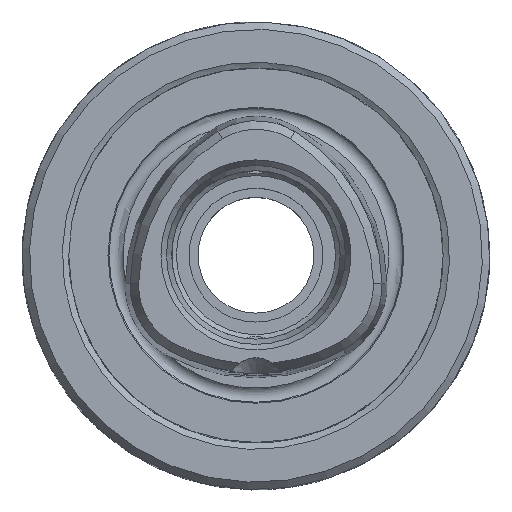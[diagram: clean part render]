
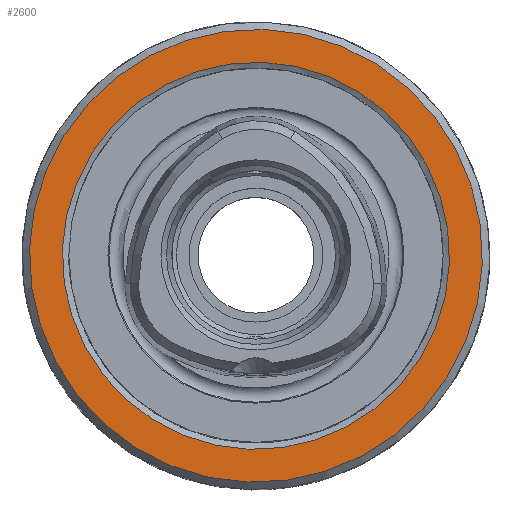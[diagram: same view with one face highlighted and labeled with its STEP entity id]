
A CAD part, top view. The second image highlights one B-rep face of the part: STEP entity #2600.
In plain terms, the highlighted planar face has unit normal (0, 0, 1).
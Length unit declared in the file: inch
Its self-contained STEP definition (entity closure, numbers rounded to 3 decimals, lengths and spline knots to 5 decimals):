
#25=FACE_BOUND('',#471,.T.);
#81=PLANE('',#2772);
#322=FACE_OUTER_BOUND('',#470,.T.);
#470=EDGE_LOOP('',(#1837));
#471=EDGE_LOOP('',(#1838));
#796=CIRCLE('',#2723,0.81449);
#818=CIRCLE('',#2773,0.95276);
#946=VERTEX_POINT('',#3689);
#1028=VERTEX_POINT('',#4611);
#1203=EDGE_CURVE('',#946,#946,#796,.T.);
#1331=EDGE_CURVE('',#1028,#1028,#818,.T.);
#1837=ORIENTED_EDGE('',*,*,#1331,.F.);
#1838=ORIENTED_EDGE('',*,*,#1203,.F.);
#2600=ADVANCED_FACE('',(#322,#25),#81,.T.);
#2723=AXIS2_PLACEMENT_3D('',#3690,#3013,#3014);
#2772=AXIS2_PLACEMENT_3D('',#4610,#3139,#3140);
#2773=AXIS2_PLACEMENT_3D('',#4612,#3141,#3142);
#3013=DIRECTION('center_axis',(0.,0.,
1.));
#3014=DIRECTION('ref_axis',(0.99,0.138,0.));
#3139=DIRECTION('center_axis',(0.,0.,
1.));
#3140=DIRECTION('ref_axis',(-0.99,-0.138,0.));
#3141=DIRECTION('center_axis',(0.,0.,
-1.));
#3142=DIRECTION('ref_axis',(-0.99,-0.138,0.));
#3689=CARTESIAN_POINT('',(-1.18935,-0.20242,-0.97142));
#3690=CARTESIAN_POINT('Origin',(-0.3827,-0.08969,-0.97142));
#4610=CARTESIAN_POINT('Origin',(-0.3827,-0.08969,-0.97142));
#4611=CARTESIAN_POINT('',(0.56089,0.04216,-0.97142));
#4612=CARTESIAN_POINT('Origin',(-0.3827,-0.08969,-0.97142));
